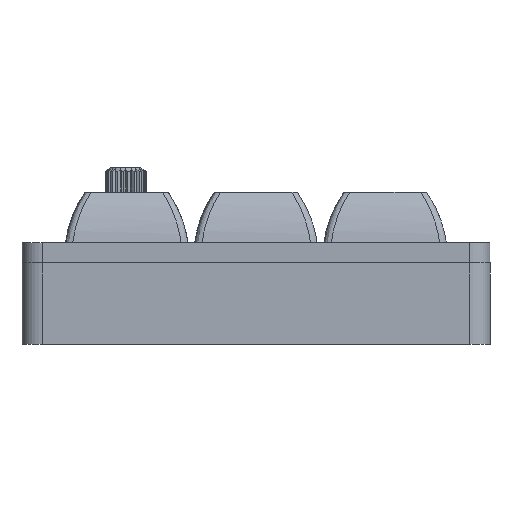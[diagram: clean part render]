
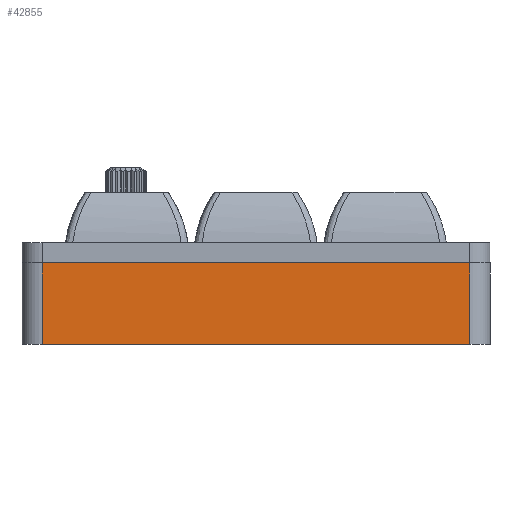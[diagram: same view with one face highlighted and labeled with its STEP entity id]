
A CAD part, left-side view. The second image highlights one B-rep face of the part: STEP entity #42855.
In plain terms, the highlighted planar face has unit normal (-1, 0, 0).
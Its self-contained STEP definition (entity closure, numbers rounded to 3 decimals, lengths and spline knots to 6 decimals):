
#2799=PLANE('',#49972);
#5657=LINE('',#70418,#9956);
#5658=LINE('',#70424,#9957);
#5659=LINE('',#70427,#9958);
#5660=LINE('',#70428,#9959);
#9956=VECTOR('',#57198,1.);
#9957=VECTOR('',#57205,1.);
#9958=VECTOR('',#57206,1.);
#9959=VECTOR('',#57207,1.);
#17982=ORIENTED_EDGE('',*,*,#27212,.T.);
#17983=ORIENTED_EDGE('',*,*,#27213,.F.);
#17984=ORIENTED_EDGE('',*,*,#27209,.F.);
#17985=ORIENTED_EDGE('',*,*,#27214,.T.);
#27209=EDGE_CURVE('',#32317,#32318,#5657,.T.);
#27212=EDGE_CURVE('',#32319,#32320,#5658,.T.);
#27213=EDGE_CURVE('',#32318,#32320,#5659,.T.);
#27214=EDGE_CURVE('',#32317,#32319,#5660,.T.);
#32317=VERTEX_POINT('',#70419);
#32318=VERTEX_POINT('',#70420);
#32319=VERTEX_POINT('',#70425);
#32320=VERTEX_POINT('',#70426);
#36988=EDGE_LOOP('',(#17982,#17983,#17984,#17985));
#39787=FACE_BOUND('',#36988,.T.);
#42855=ADVANCED_FACE('',(#39787),#2799,.T.);
#49972=AXIS2_PLACEMENT_3D('',#70423,#57203,#57204);
#57198=DIRECTION('',(0.,0.,1.));
#57203=DIRECTION('',(-1.,0.,0.));
#57204=DIRECTION('',(0.,0.,1.));
#57205=DIRECTION('',(0.,0.,1.));
#57206=DIRECTION('',(0.,-1.,0.));
#57207=DIRECTION('',(0.,-1.,0.));
#70418=CARTESIAN_POINT('',(-0.058044,0.031325,-0.003));
#70419=CARTESIAN_POINT('',(-0.058044,0.031325,-0.003));
#70420=CARTESIAN_POINT('',(-0.058044,0.031325,0.009));
#70423=CARTESIAN_POINT('',(-0.058044,-0.000175,-0.003));
#70424=CARTESIAN_POINT('',(-0.058044,-0.031675,-0.003));
#70425=CARTESIAN_POINT('',(-0.058044,-0.031675,-0.003));
#70426=CARTESIAN_POINT('',(-0.058044,-0.031675,0.009));
#70427=CARTESIAN_POINT('',(-0.058044,-0.000175,0.009));
#70428=CARTESIAN_POINT('',(-0.058044,-0.000175,-0.003));
